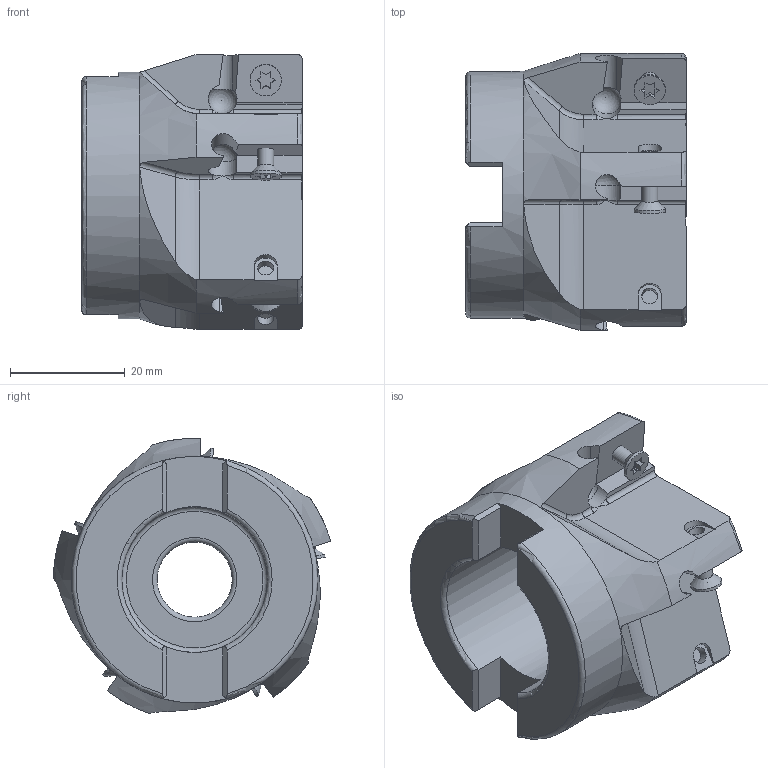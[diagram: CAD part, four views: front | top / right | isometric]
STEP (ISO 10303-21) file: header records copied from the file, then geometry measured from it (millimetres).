
FILE_DESCRIPTION(/* description */ (''),/* implementation_level */ '2;1');
FILE_NAME(/* name */ 'MSAP16-D050A05Rx1-REV1.stp',/* time_stamp */ '2016-11-28T19:06:48-06:00',/* author */ ('Me'),/* organization */ (''),/* preprocessor_version */ 'ST-DEVELOPER v15.6',/* originating_system */ 'Autodesk Inventor 2015',/* authorisation */ '');
FILE_SCHEMA (('AUTOMOTIVE_DESIGN { 1 0 10303 214 3 1 1 }'));
Length unit declared in the file: inch
Products named in the file (1): MSAP16-D050A05Rx1-REV1
Bounding box: 38.4 x 48.28 x 47.94 mm (x, y, z)
Volume: 32778.9 mm3; surface area: 12156.5 mm2
Topology: 1 solids, 1 shells, 293 faces, 816 edges, 525 vertices
Faces by surface type: plane 163, cylinder 89, torus 19, bspline 10, cone 7, sphere 5
Full cylindrical faces by diameter (mm): 2.819 x10, 5.486 x5, 13.096 x1, 19.05 x1, 25.4 x1, 42.977 x1
Entity records: 10032 total; most frequent: CARTESIAN_POINT 2689, ORIENTED_EDGE 1502, DIRECTION 1482, EDGE_CURVE 751, AXIS2_PLACEMENT_3D 537, VERTEX_POINT 506, LINE 408, VECTOR 408
